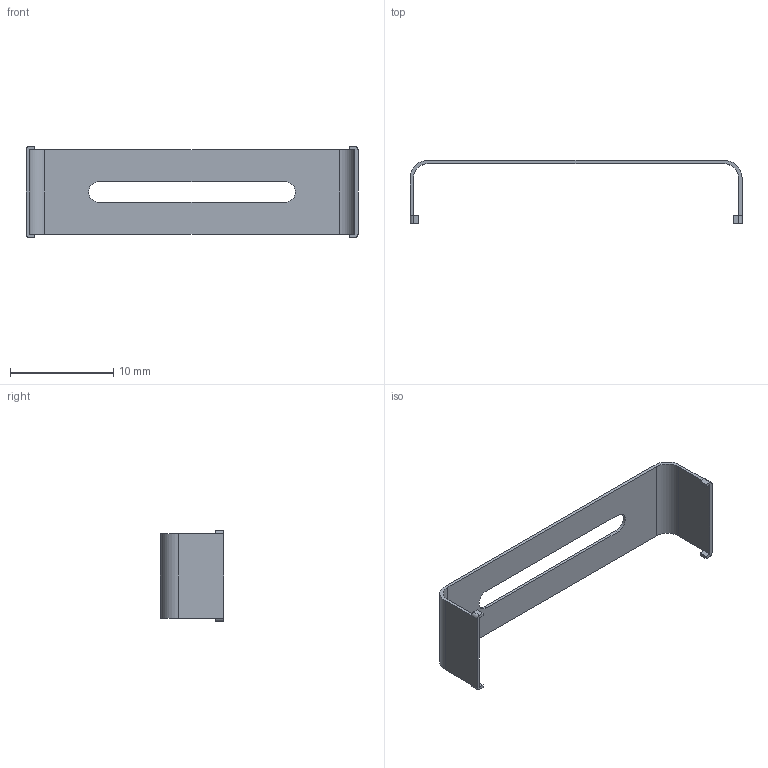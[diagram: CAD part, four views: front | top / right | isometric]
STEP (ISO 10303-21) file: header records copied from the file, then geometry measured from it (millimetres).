
FILE_DESCRIPTION (( 'STEP AP214' ), '1' );
FILE_NAME ('106_SA9Z-S08.STEP', '2020-11-19T02:42:04', ( 'IDEC' ), ( 'IDEC' ), 'SwSTEP 2.0', 'SolidWorks 2019', '' );
FILE_SCHEMA (( 'AUTOMOTIVE_DESIGN' ));
Length unit declared in the file: millimetre
Products named in the file (1): 106_SA9Z-S08
Bounding box: 32.1 x 6.1 x 8.8 mm (x, y, z)
Volume: 94.2 mm3; surface area: 665.6 mm2
Topology: 1 solids, 1 shells, 38 faces, 100 edges, 64 vertices
Faces by surface type: plane 28, cylinder 10
Entity records: 1198 total; most frequent: CARTESIAN_POINT 203, ORIENTED_EDGE 200, DIRECTION 198, EDGE_CURVE 100, LINE 80, VECTOR 80, VERTEX_POINT 64, AXIS2_PLACEMENT_3D 59
